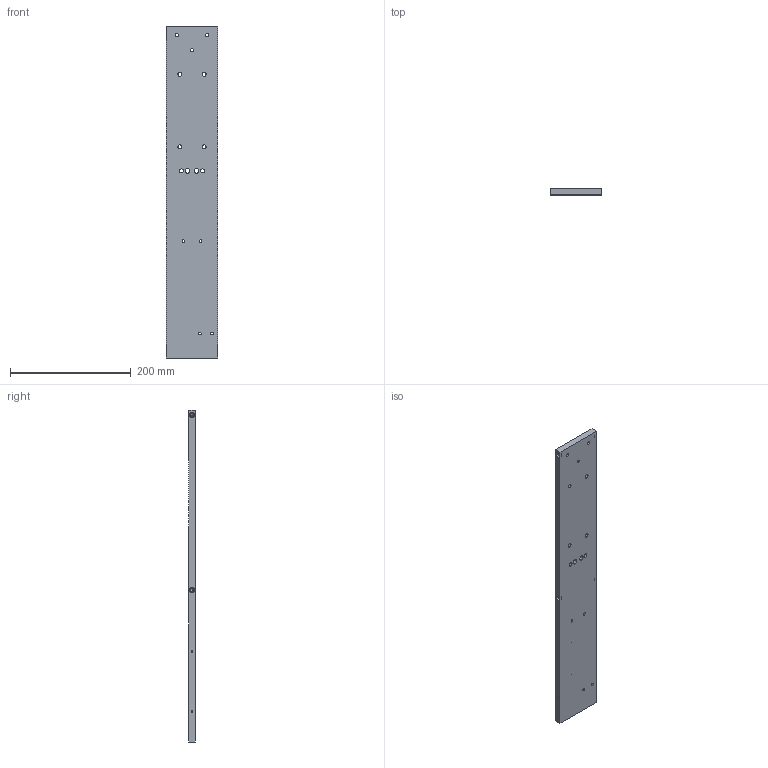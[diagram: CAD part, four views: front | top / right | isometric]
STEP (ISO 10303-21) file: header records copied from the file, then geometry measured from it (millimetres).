
FILE_DESCRIPTION (( 'STEP AP203' ), '1' );
FILE_NAME ('EXXON_USI_01_Aa.STEP', '2020-09-18T15:43:10', ( '' ), ( '' ), 'SwSTEP 2.0', 'SolidWorks 2020', '' );
FILE_SCHEMA (( 'CONFIG_CONTROL_DESIGN' ));
Length unit declared in the file: millimetre
Products named in the file (1): EXXON_USI_01_Aa
Bounding box: 85 x 10 x 550 mm (x, y, z)
Volume: 455161.7 mm3; surface area: 111856.7 mm2
Topology: 1 solids, 1 shells, 115 faces, 292 edges, 173 vertices
Faces by surface type: cylinder 72, cone 26, plane 17
Entity records: 3457 total; most frequent: DIRECTION 642, CARTESIAN_POINT 555, ORIENTED_EDGE 532, EDGE_CURVE 266, AXIS2_PLACEMENT_3D 260, VERTEX_POINT 173, EDGE_LOOP 165, CIRCLE 144
